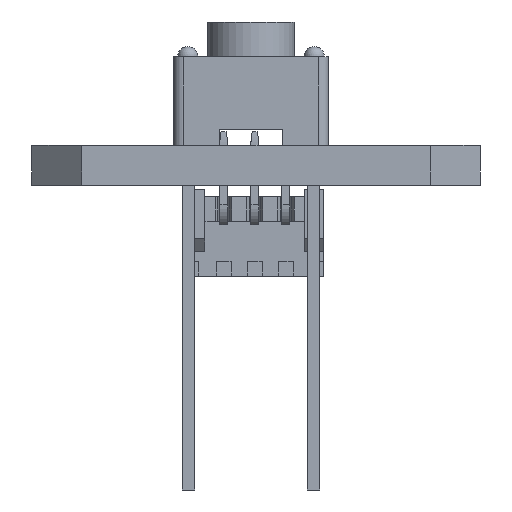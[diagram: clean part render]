
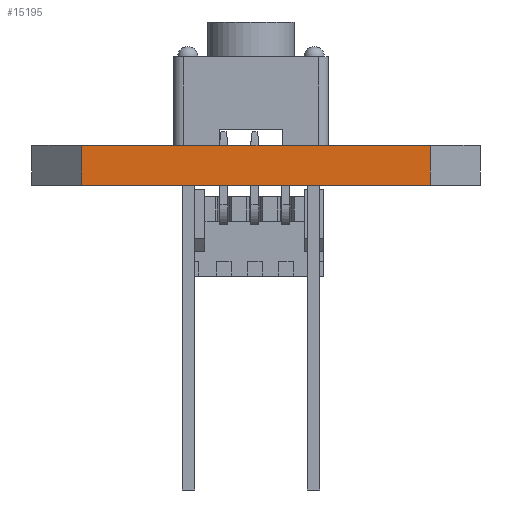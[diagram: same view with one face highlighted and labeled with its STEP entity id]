
A CAD part, left-side view. The second image highlights one B-rep face of the part: STEP entity #15195.
In plain terms, the highlighted planar face has unit normal (-1, 0, 0).
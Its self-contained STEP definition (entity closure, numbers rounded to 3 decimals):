
#14095 = PLANE('',#14096);
#14096 = AXIS2_PLACEMENT_3D('',#14097,#14098,#14099);
#14097 = CARTESIAN_POINT('',(0.221,0.,1.6));
#14098 = DIRECTION('',(0.,0.,1.));
#14099 = DIRECTION('',(1.,0.,-0.));
#14123 = PLANE('',#14124);
#14124 = AXIS2_PLACEMENT_3D('',#14125,#14126,#14127);
#14125 = CARTESIAN_POINT('',(-18.5,9.,0.));
#14126 = DIRECTION('',(0.707,-0.707,0.));
#14127 = DIRECTION('',(-0.707,-0.707,0.));
#14149 = PLANE('',#14150);
#14150 = AXIS2_PLACEMENT_3D('',#14151,#14152,#14153);
#14151 = CARTESIAN_POINT('',(0.221,0.,0.));
#14152 = DIRECTION('',(0.,0.,1.));
#14153 = DIRECTION('',(1.,0.,-0.));
#14242 = VERTEX_POINT('',#14243);
#14243 = CARTESIAN_POINT('',(-20.5,7.,1.6));
#14264 = EDGE_CURVE('',#14265,#14242,#14267,.T.);
#14265 = VERTEX_POINT('',#14266);
#14266 = CARTESIAN_POINT('',(-20.5,7.,0.));
#14267 = SURFACE_CURVE('',#14268,(#14272,#14279),.PCURVE_S1.);
#14268 = LINE('',#14269,#14270);
#14269 = CARTESIAN_POINT('',(-20.5,7.,0.));
#14270 = VECTOR('',#14271,1.);
#14271 = DIRECTION('',(0.,0.,1.));
#14272 = PCURVE('',#14123,#14273);
#14273 = DEFINITIONAL_REPRESENTATION('',(#14274),#14278);
#14274 = LINE('',#14275,#14276);
#14275 = CARTESIAN_POINT('',(2.828,0.));
#14276 = VECTOR('',#14277,1.);
#14277 = DIRECTION('',(0.,-1.));
#14278 = ( GEOMETRIC_REPRESENTATION_CONTEXT(2) 
PARAMETRIC_REPRESENTATION_CONTEXT() REPRESENTATION_CONTEXT('2D SPACE',''
  ) );
#14279 = PCURVE('',#14280,#14285);
#14280 = PLANE('',#14281);
#14281 = AXIS2_PLACEMENT_3D('',#14282,#14283,#14284);
#14282 = CARTESIAN_POINT('',(-20.5,7.,0.));
#14283 = DIRECTION('',(1.,0.,-0.));
#14284 = DIRECTION('',(0.,-1.,0.));
#14285 = DEFINITIONAL_REPRESENTATION('',(#14286),#14290);
#14286 = LINE('',#14287,#14288);
#14287 = CARTESIAN_POINT('',(0.,0.));
#14288 = VECTOR('',#14289,1.);
#14289 = DIRECTION('',(0.,-1.));
#14290 = ( GEOMETRIC_REPRESENTATION_CONTEXT(2) 
PARAMETRIC_REPRESENTATION_CONTEXT() REPRESENTATION_CONTEXT('2D SPACE',''
  ) );
#14318 = EDGE_CURVE('',#14265,#14319,#14321,.T.);
#14319 = VERTEX_POINT('',#14320);
#14320 = CARTESIAN_POINT('',(-20.5,-7.,0.));
#14321 = SURFACE_CURVE('',#14322,(#14326,#14333),.PCURVE_S1.);
#14322 = LINE('',#14323,#14324);
#14323 = CARTESIAN_POINT('',(-20.5,7.,0.));
#14324 = VECTOR('',#14325,1.);
#14325 = DIRECTION('',(0.,-1.,0.));
#14326 = PCURVE('',#14149,#14327);
#14327 = DEFINITIONAL_REPRESENTATION('',(#14328),#14332);
#14328 = LINE('',#14329,#14330);
#14329 = CARTESIAN_POINT('',(-20.721,7.));
#14330 = VECTOR('',#14331,1.);
#14331 = DIRECTION('',(0.,-1.));
#14332 = ( GEOMETRIC_REPRESENTATION_CONTEXT(2) 
PARAMETRIC_REPRESENTATION_CONTEXT() REPRESENTATION_CONTEXT('2D SPACE',''
  ) );
#14333 = PCURVE('',#14280,#14334);
#14334 = DEFINITIONAL_REPRESENTATION('',(#14335),#14339);
#14335 = LINE('',#14336,#14337);
#14336 = CARTESIAN_POINT('',(0.,0.));
#14337 = VECTOR('',#14338,1.);
#14338 = DIRECTION('',(1.,0.));
#14339 = ( GEOMETRIC_REPRESENTATION_CONTEXT(2) 
PARAMETRIC_REPRESENTATION_CONTEXT() REPRESENTATION_CONTEXT('2D SPACE',''
  ) );
#14357 = PLANE('',#14358);
#14358 = AXIS2_PLACEMENT_3D('',#14359,#14360,#14361);
#14359 = CARTESIAN_POINT('',(-20.5,-7.,0.));
#14360 = DIRECTION('',(0.707,0.707,-0.));
#14361 = DIRECTION('',(0.707,-0.707,0.));
#14781 = EDGE_CURVE('',#14242,#14782,#14784,.T.);
#14782 = VERTEX_POINT('',#14783);
#14783 = CARTESIAN_POINT('',(-20.5,-7.,1.6));
#14784 = SURFACE_CURVE('',#14785,(#14789,#14796),.PCURVE_S1.);
#14785 = LINE('',#14786,#14787);
#14786 = CARTESIAN_POINT('',(-20.5,7.,1.6));
#14787 = VECTOR('',#14788,1.);
#14788 = DIRECTION('',(0.,-1.,0.));
#14789 = PCURVE('',#14095,#14790);
#14790 = DEFINITIONAL_REPRESENTATION('',(#14791),#14795);
#14791 = LINE('',#14792,#14793);
#14792 = CARTESIAN_POINT('',(-20.721,7.));
#14793 = VECTOR('',#14794,1.);
#14794 = DIRECTION('',(0.,-1.));
#14795 = ( GEOMETRIC_REPRESENTATION_CONTEXT(2) 
PARAMETRIC_REPRESENTATION_CONTEXT() REPRESENTATION_CONTEXT('2D SPACE',''
  ) );
#14796 = PCURVE('',#14280,#14797);
#14797 = DEFINITIONAL_REPRESENTATION('',(#14798),#14802);
#14798 = LINE('',#14799,#14800);
#14799 = CARTESIAN_POINT('',(0.,-1.6));
#14800 = VECTOR('',#14801,1.);
#14801 = DIRECTION('',(1.,0.));
#14802 = ( GEOMETRIC_REPRESENTATION_CONTEXT(2) 
PARAMETRIC_REPRESENTATION_CONTEXT() REPRESENTATION_CONTEXT('2D SPACE',''
  ) );
#15195 = ADVANCED_FACE('',(#15196),#14280,.F.);
#15196 = FACE_BOUND('',#15197,.F.);
#15197 = EDGE_LOOP('',(#15198,#15199,#15200,#15221));
#15198 = ORIENTED_EDGE('',*,*,#14264,.T.);
#15199 = ORIENTED_EDGE('',*,*,#14781,.T.);
#15200 = ORIENTED_EDGE('',*,*,#15201,.F.);
#15201 = EDGE_CURVE('',#14319,#14782,#15202,.T.);
#15202 = SURFACE_CURVE('',#15203,(#15207,#15214),.PCURVE_S1.);
#15203 = LINE('',#15204,#15205);
#15204 = CARTESIAN_POINT('',(-20.5,-7.,0.));
#15205 = VECTOR('',#15206,1.);
#15206 = DIRECTION('',(0.,0.,1.));
#15207 = PCURVE('',#14280,#15208);
#15208 = DEFINITIONAL_REPRESENTATION('',(#15209),#15213);
#15209 = LINE('',#15210,#15211);
#15210 = CARTESIAN_POINT('',(14.,0.));
#15211 = VECTOR('',#15212,1.);
#15212 = DIRECTION('',(0.,-1.));
#15213 = ( GEOMETRIC_REPRESENTATION_CONTEXT(2) 
PARAMETRIC_REPRESENTATION_CONTEXT() REPRESENTATION_CONTEXT('2D SPACE',''
  ) );
#15214 = PCURVE('',#14357,#15215);
#15215 = DEFINITIONAL_REPRESENTATION('',(#15216),#15220);
#15216 = LINE('',#15217,#15218);
#15217 = CARTESIAN_POINT('',(0.,0.));
#15218 = VECTOR('',#15219,1.);
#15219 = DIRECTION('',(0.,-1.));
#15220 = ( GEOMETRIC_REPRESENTATION_CONTEXT(2) 
PARAMETRIC_REPRESENTATION_CONTEXT() REPRESENTATION_CONTEXT('2D SPACE',''
  ) );
#15221 = ORIENTED_EDGE('',*,*,#14318,.F.);
